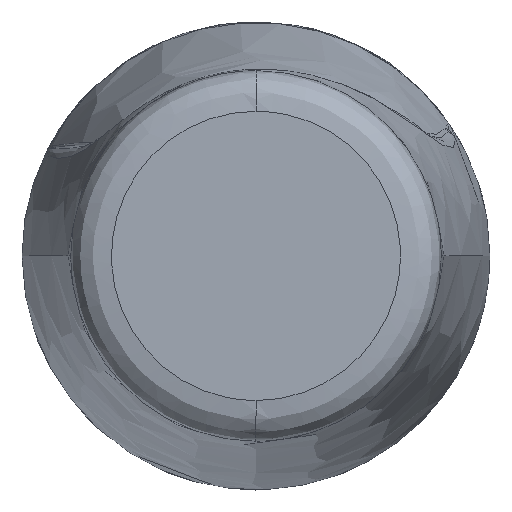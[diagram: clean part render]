
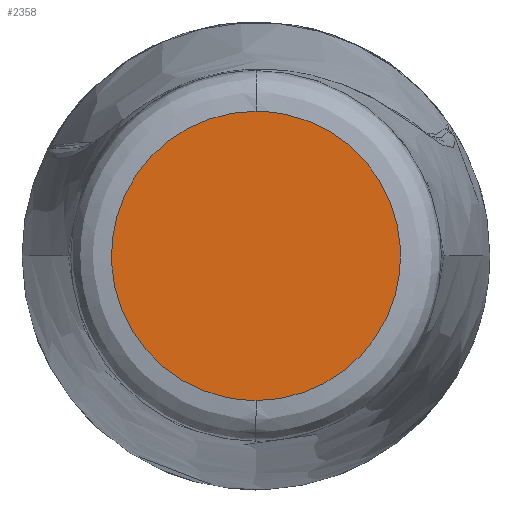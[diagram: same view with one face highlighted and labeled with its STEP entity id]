
A CAD part, front view. The second image highlights one B-rep face of the part: STEP entity #2358.
In plain terms, the highlighted planar face has unit normal (0, -1, 0).
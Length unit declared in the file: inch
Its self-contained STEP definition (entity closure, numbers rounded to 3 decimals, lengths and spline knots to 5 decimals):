
#8 = CARTESIAN_POINT ( 'NONE',  ( 0.0582, 0., 0.88945 ) ) ;
#10 = AXIS2_PLACEMENT_3D ( 'NONE', #2803, #54, #1659 ) ;
#30 = CARTESIAN_POINT ( 'NONE',  ( -0.86088, 0., 0.23096 ) ) ;
#34 = B_SPLINE_CURVE_WITH_KNOTS ( 'NONE', 3,
 ( #2770, #1612, #1621, #244, #1858, #476, #2088, #706, #2316, #936, #2547, #1174, #2779, #1398, #30, #1629, #254, #1866, #484, #2096, #715, #2324, #944, #2555, #1182, #2786, #1406, #38, #1639, #260, #1873, #491, #2105, #721 ),
 .UNSPECIFIED., .F., .F.,
 ( 4, 2, 2, 2, 2, 2, 2, 2, 2, 2, 2, 2, 2, 2, 2, 2, 4 ),
 ( 0.5, 0.53125, 0.5625, 0.59375, 0.625, 0.65625, 0.6875, 0.71875, 0.75, 0.78125, 0.8125, 0.84375, 0.875, 0.90625, 0.9375, 0.96875, 1. ),
 .UNSPECIFIED. ) ;
#38 = CARTESIAN_POINT ( 'NONE',  ( -0.44542, 0., -0.77205 ) ) ;
#54 = DIRECTION ( 'NONE',  ( 0., -1., 0. ) ) ;
#214 = CARTESIAN_POINT ( 'NONE',  ( 0.58778, 0., -0.67009 ) ) ;
#221 = CARTESIAN_POINT ( 'NONE',  ( 0.79948, 0., 0.39415 ) ) ;
#229 = CARTESIAN_POINT ( 'NONE',  ( 0., 0., 0.88945 ) ) ;
#244 = CARTESIAN_POINT ( 'NONE',  ( -0.23096, 0., 0.86088 ) ) ;
#254 = CARTESIAN_POINT ( 'NONE',  ( -0.88945, 0., 0.0582 ) ) ;
#260 = CARTESIAN_POINT ( 'NONE',  ( -0.28661, 0., -0.84402 ) ) ;
#441 = CARTESIAN_POINT ( 'NONE',  ( 0.70697, 0., -0.54282 ) ) ;
#454 = CARTESIAN_POINT ( 'NONE',  ( 0.70697, 0., 0.54282 ) ) ;
#476 = CARTESIAN_POINT ( 'NONE',  ( -0.39415, 0., 0.79948 ) ) ;
#484 = CARTESIAN_POINT ( 'NONE',  ( -0.88373, 0., -0.11607 ) ) ;
#491 = CARTESIAN_POINT ( 'NONE',  ( -0.11606, 0., -0.88374 ) ) ;
#670 = CARTESIAN_POINT ( 'NONE',  ( 0., 0., -0.88945 ) ) ;
#677 = CARTESIAN_POINT ( 'NONE',  ( 0.79947, 0., -0.39415 ) ) ;
#684 = CARTESIAN_POINT ( 'NONE',  ( 0.58779, 0., 0.67009 ) ) ;
#706 = CARTESIAN_POINT ( 'NONE',  ( -0.54282, 0., 0.70697 ) ) ;
#715 = CARTESIAN_POINT ( 'NONE',  ( -0.84402, 0., -0.28661 ) ) ;
#721 = CARTESIAN_POINT ( 'NONE',  ( 0., 0., -0.88945 ) ) ;
#793 = VERTEX_POINT ( 'NONE', #670 ) ;
#800 = EDGE_CURVE ( 'NONE', #793, #1697, #2602, .T. ) ;
#894 = CARTESIAN_POINT ( 'NONE',  ( 0.05821, 0., -0.88945 ) ) ;
#902 = CARTESIAN_POINT ( 'NONE',  ( 0.86088, 0., -0.23096 ) ) ;
#913 = CARTESIAN_POINT ( 'NONE',  ( 0.44542, 0., 0.77205 ) ) ;
#936 = CARTESIAN_POINT ( 'NONE',  ( -0.67009, 0., 0.58779 ) ) ;
#944 = CARTESIAN_POINT ( 'NONE',  ( -0.77205, 0., -0.44542 ) ) ;
#1130 = CARTESIAN_POINT ( 'NONE',  ( 0.23096, 0., -0.86088 ) ) ;
#1141 = CARTESIAN_POINT ( 'NONE',  ( 0.88945, 0., -0.0582 ) ) ;
#1150 = CARTESIAN_POINT ( 'NONE',  ( 0.28661, 0., 0.84402 ) ) ;
#1174 = CARTESIAN_POINT ( 'NONE',  ( -0.77205, 0., 0.44542 ) ) ;
#1182 = CARTESIAN_POINT ( 'NONE',  ( -0.67009, 0., -0.58778 ) ) ;
#1297 = ORIENTED_EDGE ( 'NONE', *, *, #800, .T. ) ;
#1363 = CARTESIAN_POINT ( 'NONE',  ( 0.39415, 0., -0.79948 ) ) ;
#1370 = CARTESIAN_POINT ( 'NONE',  ( 0.88373, 0., 0.11607 ) ) ;
#1379 = CARTESIAN_POINT ( 'NONE',  ( 0.11607, 0., 0.88374 ) ) ;
#1398 = CARTESIAN_POINT ( 'NONE',  ( -0.84402, 0., 0.28661 ) ) ;
#1406 = CARTESIAN_POINT ( 'NONE',  ( -0.54282, 0., -0.70697 ) ) ;
#1430 = ORIENTED_EDGE ( 'NONE', *, *, #2264, .T. ) ;
#1593 = CARTESIAN_POINT ( 'NONE',  ( 0.54282, 0., -0.70697 ) ) ;
#1601 = CARTESIAN_POINT ( 'NONE',  ( 0.84402, 0., 0.28661 ) ) ;
#1612 = CARTESIAN_POINT ( 'NONE',  ( -0.0582, 0., 0.88945 ) ) ;
#1621 = CARTESIAN_POINT ( 'NONE',  ( -0.11607, 0., 0.88373 ) ) ;
#1629 = CARTESIAN_POINT ( 'NONE',  ( -0.88374, 0., 0.11607 ) ) ;
#1632 = FACE_OUTER_BOUND ( 'NONE', #2330, .T. ) ;
#1639 = CARTESIAN_POINT ( 'NONE',  ( -0.39415, 0., -0.79947 ) ) ;
#1659 = DIRECTION ( 'NONE',  ( 0., 0., -1. ) ) ;
#1697 = VERTEX_POINT ( 'NONE', #2353 ) ;
#1828 = CARTESIAN_POINT ( 'NONE',  ( 0.67009, 0., -0.58779 ) ) ;
#1835 = CARTESIAN_POINT ( 'NONE',  ( 0.77205, 0., 0.44542 ) ) ;
#1858 = CARTESIAN_POINT ( 'NONE',  ( -0.28661, 0., 0.84402 ) ) ;
#1866 = CARTESIAN_POINT ( 'NONE',  ( -0.88945, 0., -0.0582 ) ) ;
#1873 = CARTESIAN_POINT ( 'NONE',  ( -0.23097, 0., -0.86088 ) ) ;
#1880 = PLANE ( 'NONE',  #10 ) ;
#2055 = CARTESIAN_POINT ( 'NONE',  ( 0.77205, 0., -0.44542 ) ) ;
#2062 = CARTESIAN_POINT ( 'NONE',  ( 0.67009, 0., 0.58778 ) ) ;
#2088 = CARTESIAN_POINT ( 'NONE',  ( -0.44542, 0., 0.77205 ) ) ;
#2096 = CARTESIAN_POINT ( 'NONE',  ( -0.86088, 0., -0.23096 ) ) ;
#2105 = CARTESIAN_POINT ( 'NONE',  ( -0.05822, 0., -0.88945 ) ) ;
#2264 = EDGE_CURVE ( 'NONE', #1697, #793, #34, .T. ) ;
#2279 = CARTESIAN_POINT ( 'NONE',  ( 0., 0., -0.88945 ) ) ;
#2287 = CARTESIAN_POINT ( 'NONE',  ( 0.84402, 0., -0.28661 ) ) ;
#2293 = CARTESIAN_POINT ( 'NONE',  ( 0.54282, 0., 0.70697 ) ) ;
#2316 = CARTESIAN_POINT ( 'NONE',  ( -0.58778, 0., 0.67009 ) ) ;
#2324 = CARTESIAN_POINT ( 'NONE',  ( -0.79948, 0., -0.39415 ) ) ;
#2330 = EDGE_LOOP ( 'NONE', ( #1297, #1430 ) ) ;
#2353 = CARTESIAN_POINT ( 'NONE',  ( 0., 0., 0.88945 ) ) ;
#2358 = ADVANCED_FACE ( 'NONE', ( #1632 ), #1880, .T. ) ;
#2509 = CARTESIAN_POINT ( 'NONE',  ( 0.11607, 0., -0.88373 ) ) ;
#2518 = CARTESIAN_POINT ( 'NONE',  ( 0.88374, 0., -0.11607 ) ) ;
#2526 = CARTESIAN_POINT ( 'NONE',  ( 0.39415, 0., 0.79947 ) ) ;
#2547 = CARTESIAN_POINT ( 'NONE',  ( -0.70697, 0., 0.54282 ) ) ;
#2555 = CARTESIAN_POINT ( 'NONE',  ( -0.70697, 0., -0.54282 ) ) ;
#2602 = B_SPLINE_CURVE_WITH_KNOTS ( 'NONE', 3,
 ( #2279, #894, #2509, #1130, #2741, #1363, #2970, #1593, #214, #1828, #441, #2055, #677, #2287, #902, #2518, #1141, #2748, #1370, #2981, #1601, #221, #1835, #454, #2062, #684, #2293, #913, #2526, #1150, #2756, #1379, #8, #229 ),
 .UNSPECIFIED., .F., .F.,
 ( 4, 2, 2, 2, 2, 2, 2, 2, 2, 2, 2, 2, 2, 2, 2, 2, 4 ),
 ( 0., 0.03125, 0.0625, 0.09375, 0.125, 0.15625, 0.1875, 0.21875, 0.25, 0.28125, 0.3125, 0.34375, 0.375, 0.40625, 0.4375, 0.46875, 0.5 ),
 .UNSPECIFIED. ) ;
#2741 = CARTESIAN_POINT ( 'NONE',  ( 0.28661, 0., -0.84402 ) ) ;
#2748 = CARTESIAN_POINT ( 'NONE',  ( 0.88945, 0., 0.0582 ) ) ;
#2756 = CARTESIAN_POINT ( 'NONE',  ( 0.23096, 0., 0.86088 ) ) ;
#2770 = CARTESIAN_POINT ( 'NONE',  ( 0., 0., 0.88945 ) ) ;
#2779 = CARTESIAN_POINT ( 'NONE',  ( -0.79947, 0., 0.39415 ) ) ;
#2786 = CARTESIAN_POINT ( 'NONE',  ( -0.58779, 0., -0.67009 ) ) ;
#2803 = CARTESIAN_POINT ( 'NONE',  ( 0., 0., 0. ) ) ;
#2970 = CARTESIAN_POINT ( 'NONE',  ( 0.44542, 0., -0.77205 ) ) ;
#2981 = CARTESIAN_POINT ( 'NONE',  ( 0.86088, 0., 0.23096 ) ) ;
